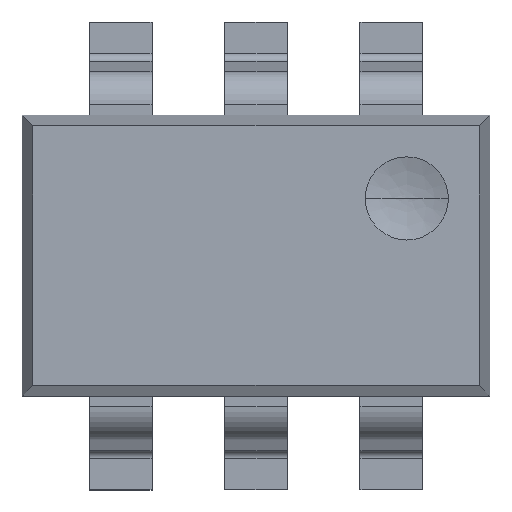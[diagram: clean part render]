
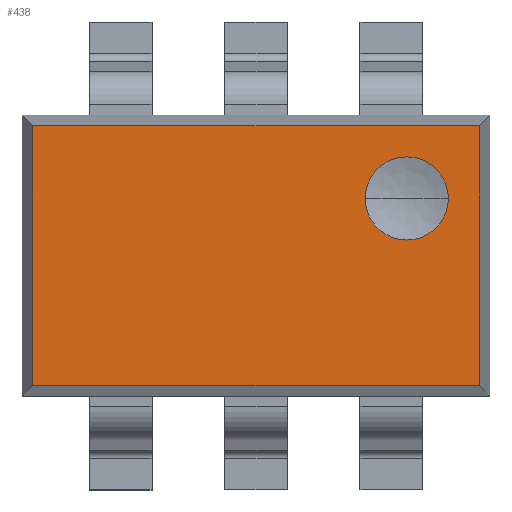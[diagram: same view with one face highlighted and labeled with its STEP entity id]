
A CAD part, top view. The second image highlights one B-rep face of the part: STEP entity #438.
In plain terms, the highlighted planar face has unit normal (0, 0, 1).
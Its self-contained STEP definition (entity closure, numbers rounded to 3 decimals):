
#14 = EDGE_CURVE ( 'NONE', #619, #175, #831, .T. ) ;
#26 = EDGE_CURVE ( 'NONE', #175, #619, #1442, .T. ) ;
#56 = CARTESIAN_POINT ( 'NONE',  ( -1.074, -0.675, 0.35 ) ) ;
#166 = CARTESIAN_POINT ( 'NONE',  ( 0.725, 0.275, 0.35 ) ) ;
#171 = CARTESIAN_POINT ( 'NONE',  ( -1.074, 0.624, 0.35 ) ) ;
#175 = VERTEX_POINT ( 'NONE', #222 ) ;
#180 = FACE_BOUND ( 'NONE', #664, .T. ) ;
#199 = CARTESIAN_POINT ( 'NONE',  ( -1.125, 0.624, 0.35 ) ) ;
#222 = CARTESIAN_POINT ( 'NONE',  ( 0.925, 0.275, 0.35 ) ) ;
#309 = VECTOR ( 'NONE', #1151, 1000. ) ;
#310 = ORIENTED_EDGE ( 'NONE', *, *, #338, .T. ) ;
#338 = EDGE_CURVE ( 'NONE', #413, #1327, #567, .T. ) ;
#341 = LINE ( 'NONE', #554, #309 ) ;
#378 = CARTESIAN_POINT ( 'NONE',  ( 0.725, 0.275, 0.35 ) ) ;
#386 = DIRECTION ( 'NONE',  ( 0., 0., -1. ) ) ;
#387 = LINE ( 'NONE', #56, #708 ) ;
#404 = VECTOR ( 'NONE', #900, 1000. ) ;
#412 = AXIS2_PLACEMENT_3D ( 'NONE', #166, #1207, #1331 ) ;
#413 = VERTEX_POINT ( 'NONE', #888 ) ;
#422 = ORIENTED_EDGE ( 'NONE', *, *, #26, .T. ) ;
#429 = EDGE_CURVE ( 'NONE', #924, #578, #1430, .T. ) ;
#438 = ADVANCED_FACE ( 'NONE', ( #497, #180 ), #610, .T. ) ;
#490 = AXIS2_PLACEMENT_3D ( 'NONE', #378, #386, #729 ) ;
#497 = FACE_OUTER_BOUND ( 'NONE', #1353, .T. ) ;
#554 = CARTESIAN_POINT ( 'NONE',  ( 1.074, -0.675, 0.35 ) ) ;
#567 = LINE ( 'NONE', #199, #404 ) ;
#578 = VERTEX_POINT ( 'NONE', #1036 ) ;
#579 = ORIENTED_EDGE ( 'NONE', *, *, #14, .T. ) ;
#610 = PLANE ( 'NONE',  #1356 ) ;
#619 = VERTEX_POINT ( 'NONE', #1384 ) ;
#664 = EDGE_LOOP ( 'NONE', ( #579, #422 ) ) ;
#708 = VECTOR ( 'NONE', #742, 1000. ) ;
#729 = DIRECTION ( 'NONE',  ( -1., 0., 0. ) ) ;
#742 = DIRECTION ( 'NONE',  ( 0., -1., 0. ) ) ;
#762 = CARTESIAN_POINT ( 'NONE',  ( -1.125, -0.624, 0.35 ) ) ;
#780 = DIRECTION ( 'NONE',  ( 1., 0., 0. ) ) ;
#822 = VECTOR ( 'NONE', #1014, 1000. ) ;
#831 = CIRCLE ( 'NONE', #412, 0.2 ) ;
#873 = ORIENTED_EDGE ( 'NONE', *, *, #429, .T. ) ;
#888 = CARTESIAN_POINT ( 'NONE',  ( 1.074, 0.624, 0.35 ) ) ;
#894 = DIRECTION ( 'NONE',  ( 0., 0., 1. ) ) ;
#900 = DIRECTION ( 'NONE',  ( -1., 0., 0. ) ) ;
#924 = VERTEX_POINT ( 'NONE', #1450 ) ;
#972 = CARTESIAN_POINT ( 'NONE',  ( -1.125, -0.675, 0.35 ) ) ;
#1014 = DIRECTION ( 'NONE',  ( 1., 0., 0. ) ) ;
#1036 = CARTESIAN_POINT ( 'NONE',  ( 1.074, -0.624, 0.35 ) ) ;
#1088 = EDGE_CURVE ( 'NONE', #578, #413, #341, .T. ) ;
#1151 = DIRECTION ( 'NONE',  ( 0., 1., 0. ) ) ;
#1176 = ORIENTED_EDGE ( 'NONE', *, *, #1088, .T. ) ;
#1207 = DIRECTION ( 'NONE',  ( 0., 0., -1. ) ) ;
#1214 = ORIENTED_EDGE ( 'NONE', *, *, #1278, .T. ) ;
#1278 = EDGE_CURVE ( 'NONE', #1327, #924, #387, .T. ) ;
#1327 = VERTEX_POINT ( 'NONE', #171 ) ;
#1331 = DIRECTION ( 'NONE',  ( -1., 0., 0. ) ) ;
#1353 = EDGE_LOOP ( 'NONE', ( #310, #1214, #873, #1176 ) ) ;
#1356 = AXIS2_PLACEMENT_3D ( 'NONE', #972, #894, #780 ) ;
#1384 = CARTESIAN_POINT ( 'NONE',  ( 0.525, 0.275, 0.35 ) ) ;
#1430 = LINE ( 'NONE', #762, #822 ) ;
#1442 = CIRCLE ( 'NONE', #490, 0.2 ) ;
#1450 = CARTESIAN_POINT ( 'NONE',  ( -1.074, -0.624, 0.35 ) ) ;
